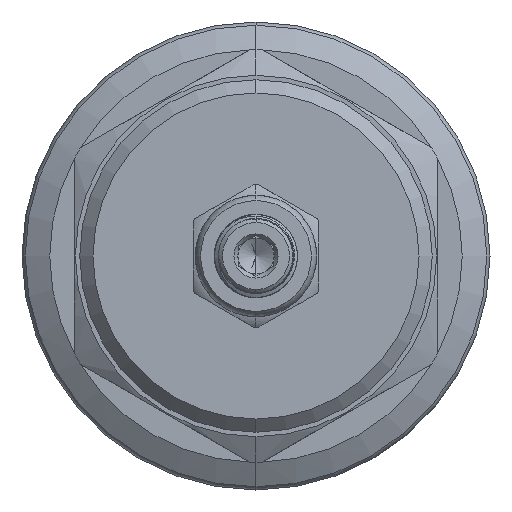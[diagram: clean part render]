
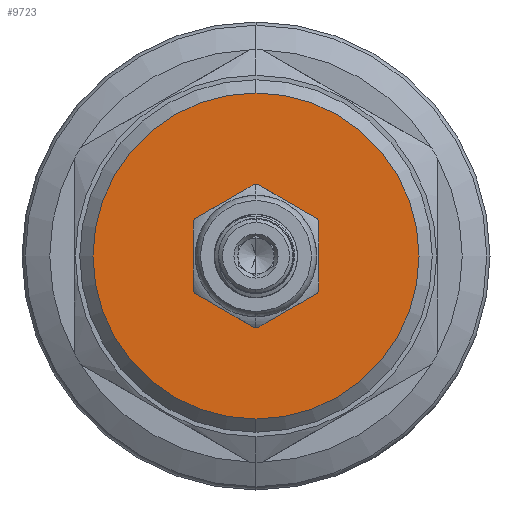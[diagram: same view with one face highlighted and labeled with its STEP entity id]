
A CAD part, left-side view. The second image highlights one B-rep face of the part: STEP entity #9723.
In plain terms, the highlighted planar face has unit normal (-1, 0, 0).
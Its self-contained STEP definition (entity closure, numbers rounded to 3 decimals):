
#311 = DIRECTION ( 'NONE',  ( 1., 0., 0. ) ) ;
#962 = FACE_BOUND ( 'NONE', #11272, .T. ) ;
#1002 = CARTESIAN_POINT ( 'NONE',  ( -44.5, 0., 6.875 ) ) ;
#1178 = VERTEX_POINT ( 'NONE', #4246 ) ;
#1241 = DIRECTION ( 'NONE',  ( -1., 0., 0. ) ) ;
#1703 = CARTESIAN_POINT ( 'NONE',  ( -44.5, 0., 18.5 ) ) ;
#2290 = AXIS2_PLACEMENT_3D ( 'NONE', #11838, #6648, #14613 ) ;
#2417 = CARTESIAN_POINT ( 'NONE',  ( -44.5, 0., 0. ) ) ;
#2496 = DIRECTION ( 'NONE',  ( 0., 0., 1. ) ) ;
#2711 = EDGE_CURVE ( 'NONE', #15450, #1178, #5913, .T. ) ;
#2889 = PLANE ( 'NONE',  #15182 ) ;
#3242 = CIRCLE ( 'NONE', #7695, 6.875 ) ;
#3291 = DIRECTION ( 'NONE',  ( 0., 0., 1. ) ) ;
#3423 = FACE_OUTER_BOUND ( 'NONE', #13514, .T. ) ;
#3974 = CARTESIAN_POINT ( 'NONE',  ( -44.5, 0., 0. ) ) ;
#4246 = CARTESIAN_POINT ( 'NONE',  ( -44.5, 0., -18.5 ) ) ;
#4996 = DIRECTION ( 'NONE',  ( 1., 0., 0. ) ) ;
#5115 = DIRECTION ( 'NONE',  ( 0., 0., -1. ) ) ;
#5862 = VERTEX_POINT ( 'NONE', #10897 ) ;
#5913 = CIRCLE ( 'NONE', #2290, 18.5 ) ;
#6185 = ORIENTED_EDGE ( 'NONE', *, *, #9474, .T. ) ;
#6444 = ORIENTED_EDGE ( 'NONE', *, *, #2711, .T. ) ;
#6648 = DIRECTION ( 'NONE',  ( -1., 0., 0. ) ) ;
#6817 = DIRECTION ( 'NONE',  ( 0., 0., -1. ) ) ;
#7304 = CIRCLE ( 'NONE', #14323, 18.5 ) ;
#7695 = AXIS2_PLACEMENT_3D ( 'NONE', #13407, #311, #6817 ) ;
#8110 = EDGE_CURVE ( 'NONE', #5862, #10537, #3242, .T. ) ;
#8450 = ORIENTED_EDGE ( 'NONE', *, *, #13387, .T. ) ;
#9474 = EDGE_CURVE ( 'NONE', #1178, #15450, #7304, .T. ) ;
#9723 = ADVANCED_FACE ( 'NONE', ( #962, #3423 ), #2889, .T. ) ;
#10537 = VERTEX_POINT ( 'NONE', #1002 ) ;
#10897 = CARTESIAN_POINT ( 'NONE',  ( -44.5, 0., -6.875 ) ) ;
#11272 = EDGE_LOOP ( 'NONE', ( #8450, #14121 ) ) ;
#11838 = CARTESIAN_POINT ( 'NONE',  ( -44.5, 0., 0. ) ) ;
#13352 = CARTESIAN_POINT ( 'NONE',  ( -44.5, 0., 0. ) ) ;
#13387 = EDGE_CURVE ( 'NONE', #10537, #5862, #14619, .T. ) ;
#13407 = CARTESIAN_POINT ( 'NONE',  ( -44.5, 0., 0. ) ) ;
#13514 = EDGE_LOOP ( 'NONE', ( #6185, #6444 ) ) ;
#14121 = ORIENTED_EDGE ( 'NONE', *, *, #8110, .T. ) ;
#14323 = AXIS2_PLACEMENT_3D ( 'NONE', #3974, #1241, #2496 ) ;
#14613 = DIRECTION ( 'NONE',  ( 0., 0., 1. ) ) ;
#14619 = CIRCLE ( 'NONE', #15241, 6.875 ) ;
#15010 = DIRECTION ( 'NONE',  ( -1., 0., 0. ) ) ;
#15182 = AXIS2_PLACEMENT_3D ( 'NONE', #13352, #15010, #3291 ) ;
#15241 = AXIS2_PLACEMENT_3D ( 'NONE', #2417, #4996, #5115 ) ;
#15450 = VERTEX_POINT ( 'NONE', #1703 ) ;
